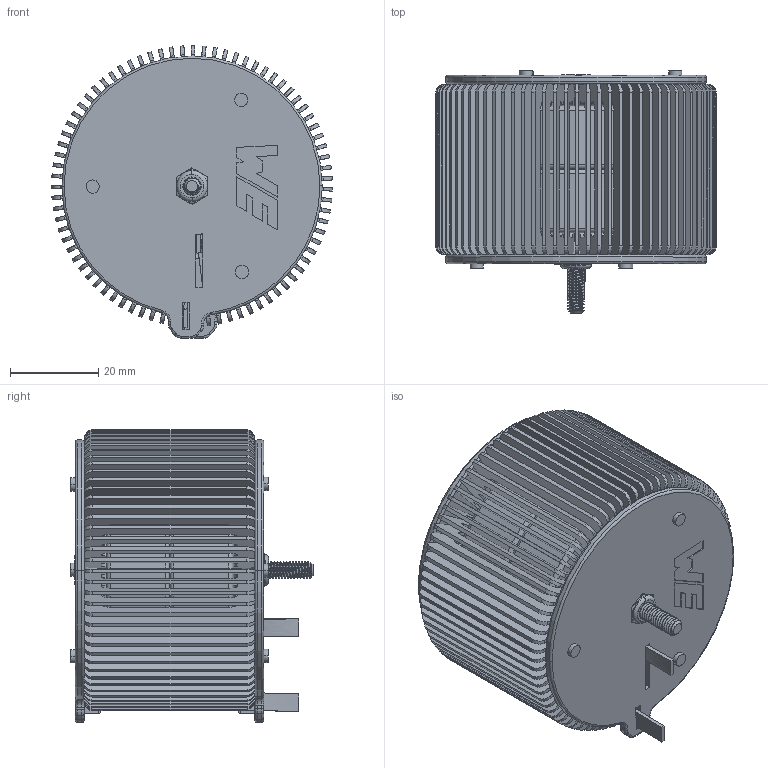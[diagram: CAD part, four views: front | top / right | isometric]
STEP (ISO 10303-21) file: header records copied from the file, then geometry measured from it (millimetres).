
FILE_DESCRIPTION (( 'STEP AP214' ), '1' );
FILE_NAME ('76080X202.STEP', '2022-10-24T21:44:47', ( '' ), ( '' ), 'SwSTEP 2.0', 'SolidWorks 2022', '' );
FILE_SCHEMA (( 'AUTOMOTIVE_DESIGN' ));
Length unit declared in the file: millimetre
Products named in the file (5): 76080X202; 4mm lock nut_94645A101; 76080X202 Coil and Core; 4mm OD 50mm long_screw_91290A145; 070-7778_65mm10
Assembly tree (5 placements, depth 2):
  76080X202
    76080X202 Coil and Core
    070-7778_65mm10  x2
    4mm lock nut_94645A101
    4mm OD 50mm long_screw_91290A145
Bounding box: 63.69 x 54.9 x 66.35 mm (x, y, z)
Volume: 82006.9 mm3; surface area: 101332.7 mm2
Topology: 84 solids, 84 shells, 1841 faces, 4818 edges, 3159 vertices
Faces by surface type: plane 908, cylinder 769, torus 86, cone 44, bspline 30, sphere 4
Entity records: 75778 total; most frequent: CARTESIAN_POINT 16235, DIRECTION 9136, ORIENTED_EDGE 8990, EDGE_CURVE 4495, AXIS2_PLACEMENT_3D 3176, VERTEX_POINT 2960, LINE 2784, VECTOR 2784
